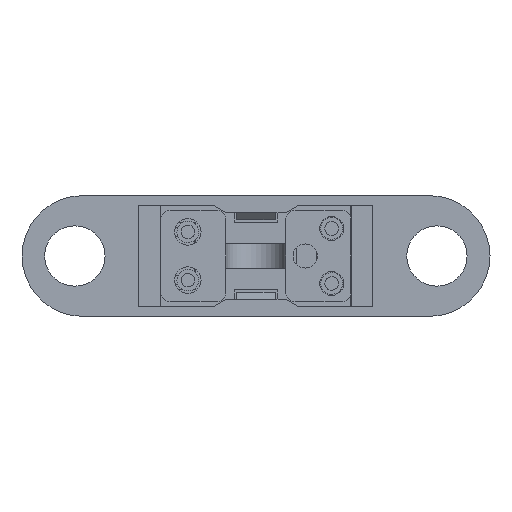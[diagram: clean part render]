
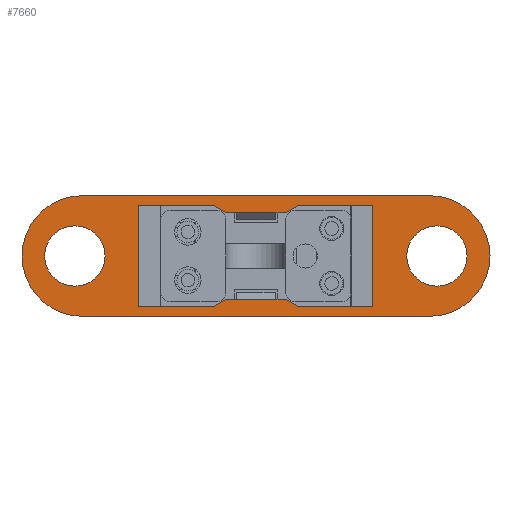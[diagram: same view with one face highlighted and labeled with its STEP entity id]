
A CAD part, front view. The second image highlights one B-rep face of the part: STEP entity #7660.
In plain terms, the highlighted planar face has unit normal (0, -1, 0).
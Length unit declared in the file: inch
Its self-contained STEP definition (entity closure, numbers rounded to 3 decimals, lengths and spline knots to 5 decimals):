
#338 = FACE_OUTER_BOUND ( 'NONE', #4488, .T. ) ;
#430 = VERTEX_POINT ( 'NONE', #731 ) ;
#555 = VECTOR ( 'NONE', #1280, 39.37008 ) ;
#721 = VERTEX_POINT ( 'NONE', #6653 ) ;
#731 = CARTESIAN_POINT ( 'NONE',  ( -0.3595, 0., 0.125 ) ) ;
#981 = LINE ( 'NONE', #11575, #2668 ) ;
#1067 = EDGE_CURVE ( 'NONE', #8848, #4067, #10437, .T. ) ;
#1100 = VERTEX_POINT ( 'NONE', #5387 ) ;
#1117 = VERTEX_POINT ( 'NONE', #8365 ) ;
#1229 = CARTESIAN_POINT ( 'NONE',  ( -0.3595, 0., 0. ) ) ;
#1280 = DIRECTION ( 'NONE',  ( -1., 0., 0. ) ) ;
#1293 = ORIENTED_EDGE ( 'NONE', *, *, #2312, .T. ) ;
#1448 = VERTEX_POINT ( 'NONE', #1543 ) ;
#1505 = EDGE_CURVE ( 'NONE', #2431, #10824, #3404, .T. ) ;
#1528 = CARTESIAN_POINT ( 'NONE',  ( -0.2425, 0., 0.125 ) ) ;
#1543 = CARTESIAN_POINT ( 'NONE',  ( -0.3595, 0., -0.125 ) ) ;
#1721 = CARTESIAN_POINT ( 'NONE',  ( -0.2425, 0., 0.105 ) ) ;
#1868 = AXIS2_PLACEMENT_3D ( 'NONE', #2522, #6607, #7667 ) ;
#1963 = EDGE_LOOP ( 'NONE', ( #2889, #1982, #3002, #9046, #8484, #10700, #5130, #4498, #13013, #2737, #6601, #5863 ) ) ;
#1982 = ORIENTED_EDGE ( 'NONE', *, *, #10223, .F. ) ;
#2030 = CARTESIAN_POINT ( 'NONE',  ( -0.2425, 0., -0.105 ) ) ;
#2193 = CARTESIAN_POINT ( 'NONE',  ( -0.0885, 0., 0.105 ) ) ;
#2212 = CARTESIAN_POINT ( 'NONE',  ( 0.0885, 0., -0.105 ) ) ;
#2215 = CARTESIAN_POINT ( 'NONE',  ( 0.2425, 0., -0.105 ) ) ;
#2260 = DIRECTION ( 'NONE',  ( -0.866, 0., 0.5 ) ) ;
#2277 = DIRECTION ( 'NONE',  ( -1., 0., 0. ) ) ;
#2282 = CIRCLE ( 'NONE', #1868, 0.0625 ) ;
#2312 = EDGE_CURVE ( 'NONE', #12570, #12570, #6676, .T. ) ;
#2340 = VERTEX_POINT ( 'NONE', #2215 ) ;
#2418 = CARTESIAN_POINT ( 'NONE',  ( -0.0625, 0., -0.09 ) ) ;
#2431 = VERTEX_POINT ( 'NONE', #10224 ) ;
#2522 = CARTESIAN_POINT ( 'NONE',  ( -0.375, 0., 0. ) ) ;
#2668 = VECTOR ( 'NONE', #3158, 39.37008 ) ;
#2677 = CARTESIAN_POINT ( 'NONE',  ( -0.2425, 0., 0.125 ) ) ;
#2737 = ORIENTED_EDGE ( 'NONE', *, *, #6744, .F. ) ;
#2819 = VECTOR ( 'NONE', #6312, 39.37008 ) ;
#2889 = ORIENTED_EDGE ( 'NONE', *, *, #12193, .F. ) ;
#2993 = CARTESIAN_POINT ( 'NONE',  ( -0.2425, 0., -0.125 ) ) ;
#3002 = ORIENTED_EDGE ( 'NONE', *, *, #6501, .F. ) ;
#3158 = DIRECTION ( 'NONE',  ( 0.866, 0., 0.5 ) ) ;
#3170 = CARTESIAN_POINT ( 'NONE',  ( 0.0625, 0., 0.09 ) ) ;
#3364 = VERTEX_POINT ( 'NONE', #10390 ) ;
#3404 = LINE ( 'NONE', #8424, #8360 ) ;
#3445 = ORIENTED_EDGE ( 'NONE', *, *, #12446, .F. ) ;
#3531 = VECTOR ( 'NONE', #10398, 39.37008 ) ;
#3703 = AXIS2_PLACEMENT_3D ( 'NONE', #1229, #5170, #4151 ) ;
#3895 = VECTOR ( 'NONE', #5527, 39.37008 ) ;
#4067 = VERTEX_POINT ( 'NONE', #5949 ) ;
#4151 = DIRECTION ( 'NONE',  ( 0., 0., -1. ) ) ;
#4214 = LINE ( 'NONE', #2212, #2819 ) ;
#4281 = EDGE_LOOP ( 'NONE', ( #11940 ) ) ;
#4488 = EDGE_LOOP ( 'NONE', ( #6766, #3445, #6144, #11489 ) ) ;
#4498 = ORIENTED_EDGE ( 'NONE', *, *, #10928, .T. ) ;
#4698 = CARTESIAN_POINT ( 'NONE',  ( 0.0885, 0., -0.105 ) ) ;
#4932 = VERTEX_POINT ( 'NONE', #8672 ) ;
#5027 = CARTESIAN_POINT ( 'NONE',  ( 0.2425, 0., 0.125 ) ) ;
#5078 = EDGE_CURVE ( 'NONE', #9300, #9300, #2282, .T. ) ;
#5102 = CARTESIAN_POINT ( 'NONE',  ( 0.375, 0., 0. ) ) ;
#5130 = ORIENTED_EDGE ( 'NONE', *, *, #1067, .F. ) ;
#5168 = CARTESIAN_POINT ( 'NONE',  ( -0.375, 0., -0.0625 ) ) ;
#5170 = DIRECTION ( 'NONE',  ( 0., -1., 0. ) ) ;
#5209 = AXIS2_PLACEMENT_3D ( 'NONE', #8314, #9329, #10051 ) ;
#5387 = CARTESIAN_POINT ( 'NONE',  ( -0.0885, 0., 0.105 ) ) ;
#5481 = DIRECTION ( 'NONE',  ( -1., 0., 0. ) ) ;
#5501 = DIRECTION ( 'NONE',  ( 0., 1., 0. ) ) ;
#5527 = DIRECTION ( 'NONE',  ( 1., 0., 0. ) ) ;
#5705 = VECTOR ( 'NONE', #6118, 39.37008 ) ;
#5863 = ORIENTED_EDGE ( 'NONE', *, *, #8001, .F. ) ;
#5867 = CIRCLE ( 'NONE', #5209, 0.125 ) ;
#5949 = CARTESIAN_POINT ( 'NONE',  ( -0.0885, 0., -0.105 ) ) ;
#6102 = LINE ( 'NONE', #2193, #9880 ) ;
#6118 = DIRECTION ( 'NONE',  ( 0., 0., 1. ) ) ;
#6144 = ORIENTED_EDGE ( 'NONE', *, *, #8970, .T. ) ;
#6312 = DIRECTION ( 'NONE',  ( 1., 0., 0. ) ) ;
#6350 = EDGE_CURVE ( 'NONE', #9622, #2431, #9629, .T. ) ;
#6368 = CARTESIAN_POINT ( 'NONE',  ( -0.2425, 0., -0.125 ) ) ;
#6501 = EDGE_CURVE ( 'NONE', #10824, #2340, #4214, .T. ) ;
#6537 = VECTOR ( 'NONE', #10762, 39.37008 ) ;
#6601 = ORIENTED_EDGE ( 'NONE', *, *, #12242, .F. ) ;
#6607 = DIRECTION ( 'NONE',  ( 0., -1., 0. ) ) ;
#6631 = VERTEX_POINT ( 'NONE', #8551 ) ;
#6653 = CARTESIAN_POINT ( 'NONE',  ( 0.0885, 0., 0.105 ) ) ;
#6676 = CIRCLE ( 'NONE', #10722, 0.0625 ) ;
#6744 = EDGE_CURVE ( 'NONE', #4932, #1100, #6102, .T. ) ;
#6766 = ORIENTED_EDGE ( 'NONE', *, *, #6989, .F. ) ;
#6885 = DIRECTION ( 'NONE',  ( 0., 0., 1. ) ) ;
#6989 = EDGE_CURVE ( 'NONE', #6631, #8988, #5867, .T. ) ;
#7254 = DIRECTION ( 'NONE',  ( -0.866, 0., -0.5 ) ) ;
#7283 = CARTESIAN_POINT ( 'NONE',  ( 0.375, 0., -0.0625 ) ) ;
#7346 = VECTOR ( 'NONE', #2277, 39.37008 ) ;
#7407 = PLANE ( 'NONE',  #10966 ) ;
#7510 = CARTESIAN_POINT ( 'NONE',  ( -0.0625, 0., 0.09 ) ) ;
#7660 = ADVANCED_FACE ( 'NONE', ( #9473, #338, #8605, #8736 ), #7407, .F. ) ;
#7667 = DIRECTION ( 'NONE',  ( 0., 0., -1. ) ) ;
#7797 = VERTEX_POINT ( 'NONE', #1721 ) ;
#8001 = EDGE_CURVE ( 'NONE', #721, #3364, #8192, .T. ) ;
#8192 = LINE ( 'NONE', #3170, #9908 ) ;
#8229 = CARTESIAN_POINT ( 'NONE',  ( 0.36, 0., -0.125 ) ) ;
#8288 = DIRECTION ( 'NONE',  ( 0., 1., 0. ) ) ;
#8297 = DIRECTION ( 'NONE',  ( 1., 0., 0. ) ) ;
#8314 = CARTESIAN_POINT ( 'NONE',  ( 0.36, 0., 0. ) ) ;
#8360 = VECTOR ( 'NONE', #8692, 39.37008 ) ;
#8365 = CARTESIAN_POINT ( 'NONE',  ( 0.2425, 0., 0.105 ) ) ;
#8424 = CARTESIAN_POINT ( 'NONE',  ( 0.0625, 0., -0.09 ) ) ;
#8484 = ORIENTED_EDGE ( 'NONE', *, *, #6350, .F. ) ;
#8551 = CARTESIAN_POINT ( 'NONE',  ( 0.36, 0., 0.125 ) ) ;
#8605 = FACE_BOUND ( 'NONE', #4281, .T. ) ;
#8607 = CIRCLE ( 'NONE', #3703, 0.125 ) ;
#8672 = CARTESIAN_POINT ( 'NONE',  ( -0.0625, 0., 0.09 ) ) ;
#8692 = DIRECTION ( 'NONE',  ( 0.866, 0., -0.5 ) ) ;
#8715 = EDGE_LOOP ( 'NONE', ( #1293 ) ) ;
#8736 = FACE_BOUND ( 'NONE', #8715, .T. ) ;
#8848 = VERTEX_POINT ( 'NONE', #13109 ) ;
#8858 = VECTOR ( 'NONE', #5481, 39.37008 ) ;
#8939 = LINE ( 'NONE', #2677, #6537 ) ;
#8970 = EDGE_CURVE ( 'NONE', #430, #1448, #8607, .T. ) ;
#8988 = VERTEX_POINT ( 'NONE', #8229 ) ;
#9046 = ORIENTED_EDGE ( 'NONE', *, *, #1505, .F. ) ;
#9300 = VERTEX_POINT ( 'NONE', #5168 ) ;
#9329 = DIRECTION ( 'NONE',  ( 0., 1., 0. ) ) ;
#9415 = CARTESIAN_POINT ( 'NONE',  ( -0.2425, 0., 0.105 ) ) ;
#9473 = FACE_BOUND ( 'NONE', #1963, .T. ) ;
#9622 = VERTEX_POINT ( 'NONE', #12259 ) ;
#9629 = LINE ( 'NONE', #2418, #3895 ) ;
#9880 = VECTOR ( 'NONE', #2260, 39.37008 ) ;
#9908 = VECTOR ( 'NONE', #7254, 39.37008 ) ;
#10051 = DIRECTION ( 'NONE',  ( 0., 0., -1. ) ) ;
#10165 = DIRECTION ( 'NONE',  ( 0., 0., -1. ) ) ;
#10223 = EDGE_CURVE ( 'NONE', #2340, #1117, #12037, .T. ) ;
#10224 = CARTESIAN_POINT ( 'NONE',  ( 0.0625, 0., -0.09 ) ) ;
#10295 = EDGE_CURVE ( 'NONE', #8988, #1448, #11436, .T. ) ;
#10390 = CARTESIAN_POINT ( 'NONE',  ( 0.0625, 0., 0.09 ) ) ;
#10398 = DIRECTION ( 'NONE',  ( -1., 0., 0. ) ) ;
#10437 = LINE ( 'NONE', #2030, #11198 ) ;
#10542 = DIRECTION ( 'NONE',  ( 0., 0., 1. ) ) ;
#10593 = CARTESIAN_POINT ( 'NONE',  ( 0.0885, 0., 0.105 ) ) ;
#10700 = ORIENTED_EDGE ( 'NONE', *, *, #10789, .F. ) ;
#10722 = AXIS2_PLACEMENT_3D ( 'NONE', #5102, #8288, #10165 ) ;
#10762 = DIRECTION ( 'NONE',  ( 1., 0., 0. ) ) ;
#10789 = EDGE_CURVE ( 'NONE', #4067, #9622, #981, .T. ) ;
#10824 = VERTEX_POINT ( 'NONE', #4698 ) ;
#10928 = EDGE_CURVE ( 'NONE', #8848, #7797, #12171, .T. ) ;
#10966 = AXIS2_PLACEMENT_3D ( 'NONE', #1528, #5501, #10542 ) ;
#11198 = VECTOR ( 'NONE', #8297, 39.37008 ) ;
#11436 = LINE ( 'NONE', #6368, #555 ) ;
#11467 = LINE ( 'NONE', #10593, #3531 ) ;
#11489 = ORIENTED_EDGE ( 'NONE', *, *, #10295, .F. ) ;
#11575 = CARTESIAN_POINT ( 'NONE',  ( -0.0885, 0., -0.105 ) ) ;
#11681 = EDGE_CURVE ( 'NONE', #1100, #7797, #12427, .T. ) ;
#11940 = ORIENTED_EDGE ( 'NONE', *, *, #5078, .F. ) ;
#12037 = LINE ( 'NONE', #5027, #13095 ) ;
#12171 = LINE ( 'NONE', #2993, #5705 ) ;
#12193 = EDGE_CURVE ( 'NONE', #1117, #721, #11467, .T. ) ;
#12242 = EDGE_CURVE ( 'NONE', #3364, #4932, #12595, .T. ) ;
#12259 = CARTESIAN_POINT ( 'NONE',  ( -0.0625, 0., -0.09 ) ) ;
#12427 = LINE ( 'NONE', #9415, #7346 ) ;
#12446 = EDGE_CURVE ( 'NONE', #430, #6631, #8939, .T. ) ;
#12570 = VERTEX_POINT ( 'NONE', #7283 ) ;
#12595 = LINE ( 'NONE', #7510, #8858 ) ;
#13013 = ORIENTED_EDGE ( 'NONE', *, *, #11681, .F. ) ;
#13095 = VECTOR ( 'NONE', #6885, 39.37008 ) ;
#13109 = CARTESIAN_POINT ( 'NONE',  ( -0.2425, 0., -0.105 ) ) ;
